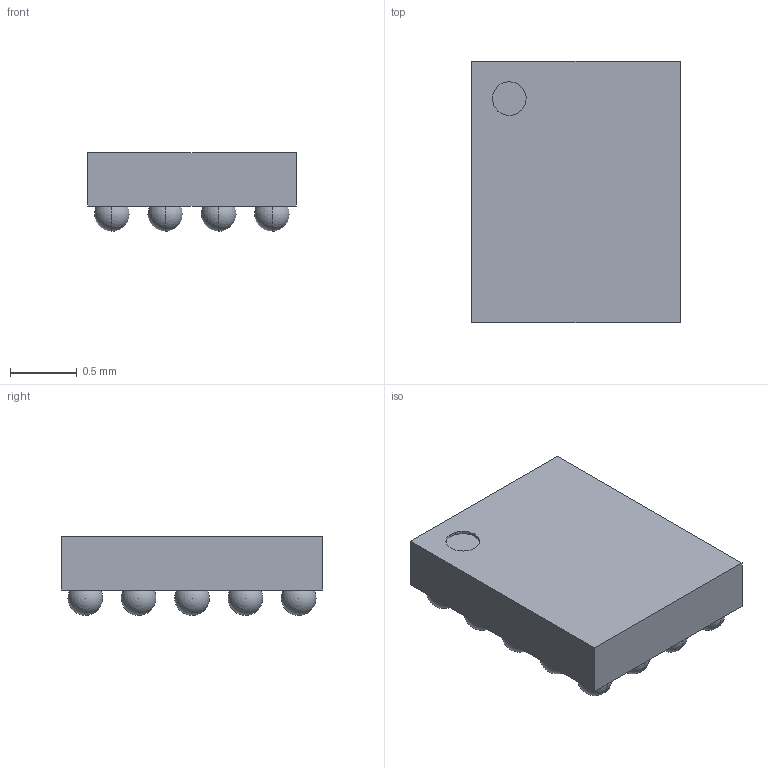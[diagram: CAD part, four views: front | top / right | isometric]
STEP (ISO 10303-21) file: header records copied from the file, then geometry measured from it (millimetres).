
FILE_DESCRIPTION (( 'STEP AP214' ), '1' );
FILE_NAME ('CSP20D1_5E2e0_4.STEP', '2022-02-03T12:23:05', ( 'boksop' ), ( '' ), 'SwSTEP 2.0', 'SolidWorks 2020', '' );
FILE_SCHEMA (( 'AUTOMOTIVE_DESIGN' ));
Length unit declared in the file: millimetre
Products named in the file (1): CSP20D1_5E2e0_4
Bounding box: 1.56 x 1.96 x 0.59 mm (x, y, z)
Volume: 1.4 mm3; surface area: 11.2 mm2
Topology: 1 solids, 1 shells, 63 faces, 240 edges, 160 vertices
Faces by surface type: sphere 40, plane 23
Entity records: 2332 total; most frequent: DIRECTION 348, CARTESIAN_POINT 304, ORIENTED_EDGE 280, AXIS2_PLACEMENT_3D 144, EDGE_CURVE 140, VERTEX_POINT 100, EDGE_LOOP 84, CIRCLE 80
